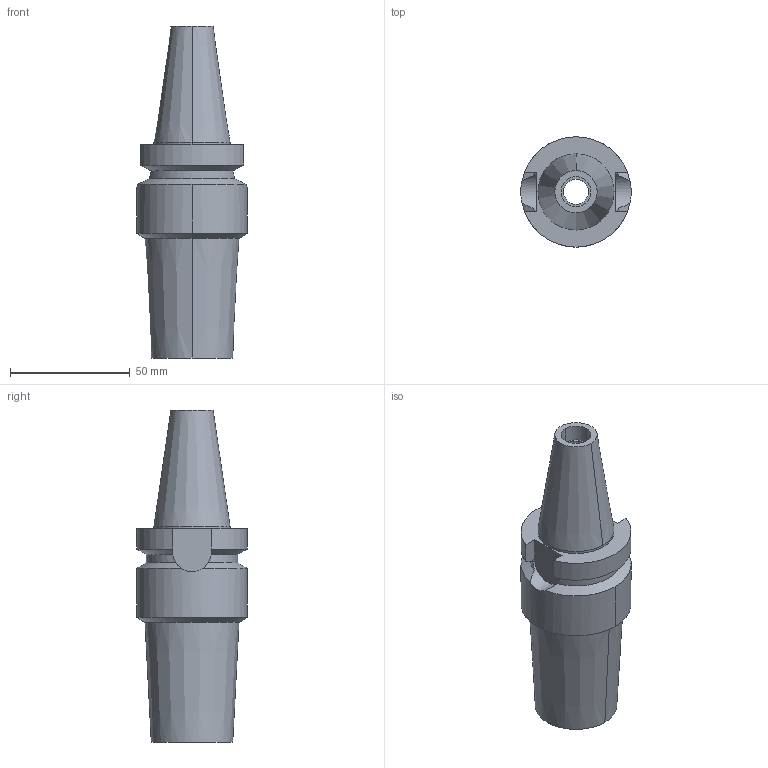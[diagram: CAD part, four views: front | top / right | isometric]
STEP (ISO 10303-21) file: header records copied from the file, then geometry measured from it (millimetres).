
FILE_DESCRIPTION((''),'2;1');
FILE_NAME('BBT30-HDC16J-90','2018-07-06T',('ykawabe'),(''),'CREO PARAMETRIC BY PTC INC, 2016380','CREO PARAMETRIC BY PTC INC, 2016380','');
FILE_SCHEMA(('AUTOMOTIVE_DESIGN { 1 0 10303 214 1 1 1 1 }'));
Length unit declared in the file: millimetre
Products named in the file (1): BBT30-HDC16J-90
Bounding box: 46 x 46 x 138.4 mm (x, y, z)
Volume: 110947.6 mm3; surface area: 24453.9 mm2
Topology: 1 solids, 1 shells, 42 faces, 111 edges, 75 vertices
Faces by surface type: cylinder 20, plane 12, cone 10
Entity records: 1922 total; most frequent: CARTESIAN_POINT 318, DIRECTION 240, ORIENTED_EDGE 222, PRESENTATION_STYLE_ASSIGNMENT 116, STYLED_ITEM 116, CURVE_STYLE 115, EDGE_CURVE 111, AXIS2_PLACEMENT_3D 101
